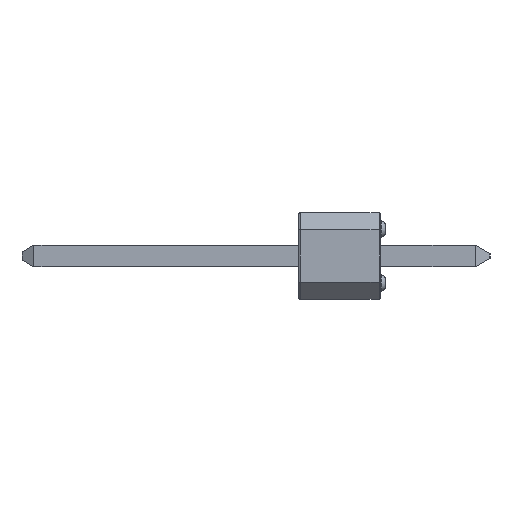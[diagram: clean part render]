
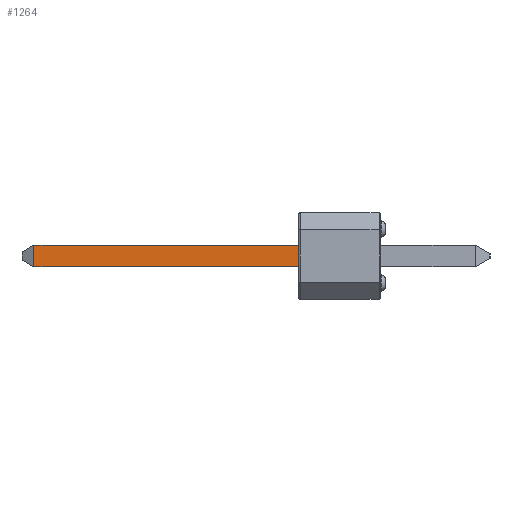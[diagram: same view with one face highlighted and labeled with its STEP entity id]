
A CAD part, left-side view. The second image highlights one B-rep face of the part: STEP entity #1264.
In plain terms, the highlighted planar face has unit normal (-1, 0, 0).
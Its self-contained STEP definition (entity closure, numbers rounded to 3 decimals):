
#22 = LINE ( 'NONE', #589, #457 ) ;
#42 = CARTESIAN_POINT ( 'NONE',  ( -0.32, 10.48, -0.32 ) ) ;
#119 = DIRECTION ( 'NONE',  ( 0., -1., 0. ) ) ;
#124 = ORIENTED_EDGE ( 'NONE', *, *, #1223, .T. ) ;
#147 = CARTESIAN_POINT ( 'NONE',  ( -0.32, 10.48, 0.32 ) ) ;
#157 = LINE ( 'NONE', #1488, #461 ) ;
#212 = VERTEX_POINT ( 'NONE', #1415 ) ;
#250 = EDGE_CURVE ( 'NONE', #748, #1244, #22, .T. ) ;
#251 = LINE ( 'NONE', #147, #1202 ) ;
#262 = CARTESIAN_POINT ( 'NONE',  ( -0.32, 2.4, 0.32 ) ) ;
#330 = CARTESIAN_POINT ( 'NONE',  ( -0.32, 10.13, -0.32 ) ) ;
#351 = DIRECTION ( 'NONE',  ( 0., 0., 1. ) ) ;
#354 = ORIENTED_EDGE ( 'NONE', *, *, #1276, .T. ) ;
#362 = EDGE_CURVE ( 'NONE', #212, #609, #251, .T. ) ;
#393 = EDGE_LOOP ( 'NONE', ( #648, #124, #850, #354 ) ) ;
#457 = VECTOR ( 'NONE', #119, 1000. ) ;
#461 = VECTOR ( 'NONE', #351, 1000. ) ;
#489 = PLANE ( 'NONE',  #1341 ) ;
#492 = DIRECTION ( 'NONE',  ( 1., 0., 0. ) ) ;
#504 = FACE_OUTER_BOUND ( 'NONE', #393, .T. ) ;
#589 = CARTESIAN_POINT ( 'NONE',  ( -0.32, 10.48, -0.32 ) ) ;
#598 = VECTOR ( 'NONE', #1288, 1000. ) ;
#609 = VERTEX_POINT ( 'NONE', #262 ) ;
#648 = ORIENTED_EDGE ( 'NONE', *, *, #362, .F. ) ;
#723 = CARTESIAN_POINT ( 'NONE',  ( -0.32, 10.13, -0.32 ) ) ;
#734 = DIRECTION ( 'NONE',  ( 0., -1., 0. ) ) ;
#748 = VERTEX_POINT ( 'NONE', #723 ) ;
#850 = ORIENTED_EDGE ( 'NONE', *, *, #250, .T. ) ;
#939 = LINE ( 'NONE', #330, #598 ) ;
#1202 = VECTOR ( 'NONE', #734, 1000. ) ;
#1223 = EDGE_CURVE ( 'NONE', #212, #748, #939, .T. ) ;
#1244 = VERTEX_POINT ( 'NONE', #1388 ) ;
#1264 = ADVANCED_FACE ( 'NONE', ( #504 ), #489, .F. ) ;
#1276 = EDGE_CURVE ( 'NONE', #1244, #609, #157, .T. ) ;
#1288 = DIRECTION ( 'NONE',  ( 0., 0., -1. ) ) ;
#1298 = DIRECTION ( 'NONE',  ( 0., 0., -1. ) ) ;
#1341 = AXIS2_PLACEMENT_3D ( 'NONE', #42, #492, #1298 ) ;
#1388 = CARTESIAN_POINT ( 'NONE',  ( -0.32, 2.4, -0.32 ) ) ;
#1415 = CARTESIAN_POINT ( 'NONE',  ( -0.32, 10.13, 0.32 ) ) ;
#1488 = CARTESIAN_POINT ( 'NONE',  ( -0.32, 2.4, -0.32 ) ) ;
